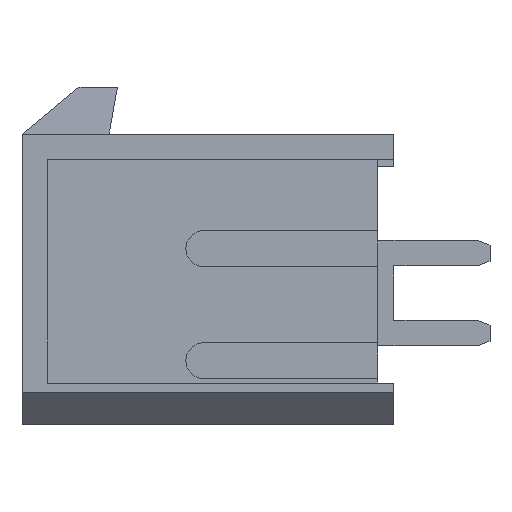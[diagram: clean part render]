
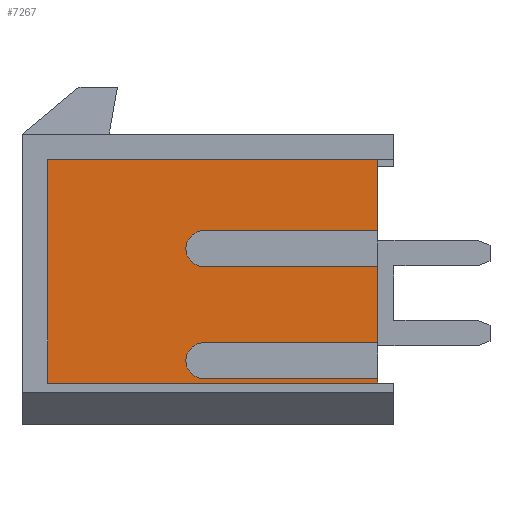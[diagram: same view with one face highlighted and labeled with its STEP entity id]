
A CAD part, left-side view. The second image highlights one B-rep face of the part: STEP entity #7267.
In plain terms, the highlighted planar face has unit normal (-1, 0, 0).
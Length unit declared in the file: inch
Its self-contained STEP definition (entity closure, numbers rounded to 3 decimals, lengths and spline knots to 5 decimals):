
#169=DIRECTION('',(0.,0.,-1.));
#170=VECTOR('',#169,0.007);
#171=CARTESIAN_POINT('',(-0.6495,-0.2655,-0.155));
#172=LINE('',#171,#170);
#185=DIRECTION('',(0.,0.,-1.));
#186=VECTOR('',#185,0.119);
#187=CARTESIAN_POINT('',(-0.6495,-0.2655,0.02));
#188=LINE('',#187,#186);
#201=DIRECTION('',(0.,0.,-1.));
#202=VECTOR('',#201,0.111);
#203=CARTESIAN_POINT('',(-0.6495,-0.2655,0.187));
#204=LINE('',#203,#202);
#2525=DIRECTION('',(0.,1.,0.));
#2526=VECTOR('',#2525,0.272);
#2527=CARTESIAN_POINT('',(-0.6495,-0.2655,-0.155));
#2528=LINE('',#2527,#2526);
#2529=DIRECTION('',(0.,1.,0.));
#2530=VECTOR('',#2529,0.516);
#2531=CARTESIAN_POINT('',(-0.6495,-0.2655,-0.162));
#2532=LINE('',#2531,#2530);
#2533=DIRECTION('',(0.,0.,1.));
#2534=VECTOR('',#2533,0.349);
#2535=CARTESIAN_POINT('',(-0.6495,0.2505,-0.162));
#2536=LINE('',#2535,#2534);
#2537=DIRECTION('',(0.,-1.,0.));
#2538=VECTOR('',#2537,0.516);
#2539=CARTESIAN_POINT('',(-0.6495,0.2505,0.187));
#2540=LINE('',#2539,#2538);
#2541=DIRECTION('',(0.,1.,0.));
#2542=VECTOR('',#2541,0.272);
#2543=CARTESIAN_POINT('',(-0.6495,-0.2655,0.076));
#2544=LINE('',#2543,#2542);
#2545=CARTESIAN_POINT('',(-0.6495,0.0065,0.048));
#2546=DIRECTION('',(1.,0.,0.));
#2547=DIRECTION('',(0.,0.,-1.));
#2548=AXIS2_PLACEMENT_3D('',#2545,#2546,#2547);
#2550=DIRECTION('',(0.,1.,0.));
#2551=VECTOR('',#2550,0.272);
#2552=CARTESIAN_POINT('',(-0.6495,-0.2655,0.02));
#2553=LINE('',#2552,#2551);
#2554=DIRECTION('',(0.,1.,0.));
#2555=VECTOR('',#2554,0.272);
#2556=CARTESIAN_POINT('',(-0.6495,-0.2655,-0.099));
#2557=LINE('',#2556,#2555);
#2558=CARTESIAN_POINT('',(-0.6495,0.0065,-0.127));
#2559=DIRECTION('',(1.,0.,0.));
#2560=DIRECTION('',(0.,0.,-1.));
#2561=AXIS2_PLACEMENT_3D('',#2558,#2559,#2560);
#2907=CARTESIAN_POINT('',(-0.6495,0.2505,-0.162));
#2908=CARTESIAN_POINT('',(-0.6495,0.2505,0.187));
#2909=VERTEX_POINT('',#2907);
#2910=VERTEX_POINT('',#2908);
#2923=CARTESIAN_POINT('',(-0.6495,-0.2655,-0.162));
#2924=VERTEX_POINT('',#2923);
#2925=CARTESIAN_POINT('',(-0.6495,-0.2655,0.187));
#2926=VERTEX_POINT('',#2925);
#2945=CARTESIAN_POINT('',(-0.6495,-0.2655,-0.155));
#2946=VERTEX_POINT('',#2945);
#2947=CARTESIAN_POINT('',(-0.6495,-0.2655,-0.099));
#2948=VERTEX_POINT('',#2947);
#2949=CARTESIAN_POINT('',(-0.6495,-0.2655,0.02));
#2950=VERTEX_POINT('',#2949);
#2951=CARTESIAN_POINT('',(-0.6495,-0.2655,0.076));
#2952=VERTEX_POINT('',#2951);
#2953=CARTESIAN_POINT('',(-0.6495,0.0065,-0.155));
#2954=VERTEX_POINT('',#2953);
#2955=CARTESIAN_POINT('',(-0.6495,0.0065,-0.099));
#2956=VERTEX_POINT('',#2955);
#2957=CARTESIAN_POINT('',(-0.6495,0.0065,0.02));
#2958=VERTEX_POINT('',#2957);
#2959=CARTESIAN_POINT('',(-0.6495,0.0065,0.076));
#2960=VERTEX_POINT('',#2959);
#7242=CARTESIAN_POINT('',(-0.6495,-0.2905,0.227));
#7243=DIRECTION('',(1.,0.,0.));
#7244=DIRECTION('',(0.,0.,-1.));
#7245=AXIS2_PLACEMENT_3D('',#7242,#7243,#7244);
#7246=PLANE('',#7245);
#7248=ORIENTED_EDGE('',*,*,#7247,.F.);
#7249=ORIENTED_EDGE('',*,*,#3596,.T.);
#7250=ORIENTED_EDGE('',*,*,#7208,.T.);
#7251=ORIENTED_EDGE('',*,*,#7222,.T.);
#7252=ORIENTED_EDGE('',*,*,#7235,.T.);
#7253=ORIENTED_EDGE('',*,*,#3612,.T.);
#7255=ORIENTED_EDGE('',*,*,#7254,.T.);
#7257=ORIENTED_EDGE('',*,*,#7256,.F.);
#7259=ORIENTED_EDGE('',*,*,#7258,.F.);
#7260=ORIENTED_EDGE('',*,*,#3604,.T.);
#7262=ORIENTED_EDGE('',*,*,#7261,.T.);
#7264=ORIENTED_EDGE('',*,*,#7263,.F.);
#7265=EDGE_LOOP('',(#7248,#7249,#7250,#7251,#7252,#7253,#7255,#7257,#7259,#7260,
#7262,#7264));
#7266=FACE_OUTER_BOUND('',#7265,.F.);
#7267=ADVANCED_FACE('',(#7266),#7246,.F.);
#2549=CIRCLE('',#2548,0.028);
#2562=CIRCLE('',#2561,0.028);
#3596=EDGE_CURVE('',#2946,#2924,#172,.T.);
#3604=EDGE_CURVE('',#2950,#2948,#188,.T.);
#3612=EDGE_CURVE('',#2926,#2952,#204,.T.);
#7208=EDGE_CURVE('',#2924,#2909,#2532,.T.);
#7222=EDGE_CURVE('',#2909,#2910,#2536,.T.);
#7235=EDGE_CURVE('',#2910,#2926,#2540,.T.);
#7247=EDGE_CURVE('',#2946,#2954,#2528,.T.);
#7254=EDGE_CURVE('',#2952,#2960,#2544,.T.);
#7256=EDGE_CURVE('',#2958,#2960,#2549,.T.);
#7258=EDGE_CURVE('',#2950,#2958,#2553,.T.);
#7261=EDGE_CURVE('',#2948,#2956,#2557,.T.);
#7263=EDGE_CURVE('',#2954,#2956,#2562,.T.);
